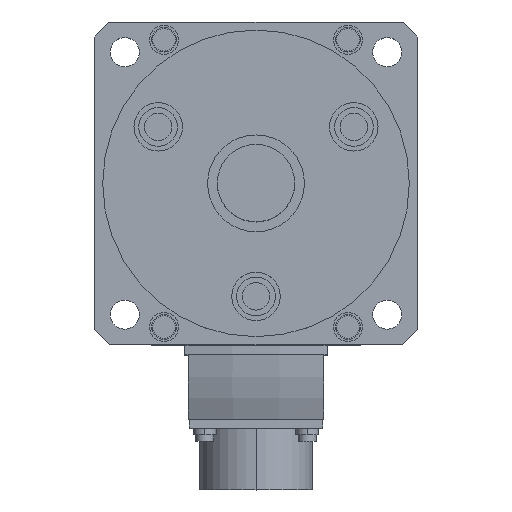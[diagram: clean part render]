
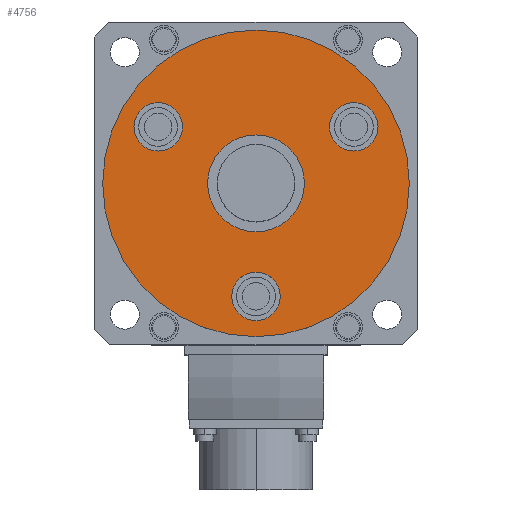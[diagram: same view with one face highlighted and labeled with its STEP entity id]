
A CAD part, top view. The second image highlights one B-rep face of the part: STEP entity #4756.
In plain terms, the highlighted planar face has unit normal (0, 0, 1).
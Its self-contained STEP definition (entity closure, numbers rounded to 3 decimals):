
#1=CARTESIAN_POINT('',(-30.311,17.5,3.));
#2=DIRECTION('',(0.,0.,1.));
#3=DIRECTION('',(0.5,0.866,0.));
#4=AXIS2_PLACEMENT_3D('',#1,#2,#3);
#6=CARTESIAN_POINT('',(-30.311,17.5,3.));
#7=DIRECTION('',(0.,0.,1.));
#8=DIRECTION('',(-0.5,-0.866,0.));
#9=AXIS2_PLACEMENT_3D('',#6,#7,#8);
#11=CARTESIAN_POINT('',(30.311,17.5,3.));
#12=DIRECTION('',(0.,0.,1.));
#13=DIRECTION('',(0.5,-0.866,0.));
#14=AXIS2_PLACEMENT_3D('',#11,#12,#13);
#16=CARTESIAN_POINT('',(30.311,17.5,3.));
#17=DIRECTION('',(0.,0.,1.));
#18=DIRECTION('',(-0.5,0.866,0.));
#19=AXIS2_PLACEMENT_3D('',#16,#17,#18);
#21=CARTESIAN_POINT('',(0.,-35.,3.));
#22=DIRECTION('',(0.,0.,1.));
#23=DIRECTION('',(-1.,0.,0.));
#24=AXIS2_PLACEMENT_3D('',#21,#22,#23);
#26=CARTESIAN_POINT('',(0.,-35.,3.));
#27=DIRECTION('',(0.,0.,1.));
#28=DIRECTION('',(1.,0.,0.));
#29=AXIS2_PLACEMENT_3D('',#26,#27,#28);
#31=CARTESIAN_POINT('',(0.,0.,3.));
#32=DIRECTION('',(0.,0.,-1.));
#33=DIRECTION('',(1.,0.,0.));
#34=AXIS2_PLACEMENT_3D('',#31,#32,#33);
#36=CARTESIAN_POINT('',(0.,0.,3.));
#37=DIRECTION('',(0.,0.,-1.));
#38=DIRECTION('',(-1.,0.,0.));
#39=AXIS2_PLACEMENT_3D('',#36,#37,#38);
#41=CARTESIAN_POINT('',(0.,0.,3.));
#42=DIRECTION('',(0.,0.,1.));
#43=DIRECTION('',(0.,-1.,0.));
#44=AXIS2_PLACEMENT_3D('',#41,#42,#43);
#46=CARTESIAN_POINT('',(0.,0.,3.));
#47=DIRECTION('',(0.,0.,1.));
#48=DIRECTION('',(0.,1.,0.));
#49=AXIS2_PLACEMENT_3D('',#46,#47,#48);
#3645=CARTESIAN_POINT('',(47.5,0.,3.));
#3646=CARTESIAN_POINT('',(-47.5,0.,3.));
#3647=VERTEX_POINT('',#3645);
#3648=VERTEX_POINT('',#3646);
#3785=CARTESIAN_POINT('',(-7.5,-35.,3.));
#3786=CARTESIAN_POINT('',(7.5,-35.,3.));
#3787=VERTEX_POINT('',#3785);
#3788=VERTEX_POINT('',#3786);
#3789=CARTESIAN_POINT('',(34.061,11.005,3.));
#3790=CARTESIAN_POINT('',(26.561,23.995,3.));
#3791=VERTEX_POINT('',#3789);
#3792=VERTEX_POINT('',#3790);
#3793=CARTESIAN_POINT('',(-26.561,23.995,3.));
#3794=CARTESIAN_POINT('',(-34.061,11.005,3.));
#3795=VERTEX_POINT('',#3793);
#3796=VERTEX_POINT('',#3794);
#4593=CARTESIAN_POINT('',(0.,-15.,3.));
#4594=CARTESIAN_POINT('',(0.,15.,3.));
#4595=VERTEX_POINT('',#4593);
#4596=VERTEX_POINT('',#4594);
#4721=CARTESIAN_POINT('',(0.,0.,3.));
#4722=DIRECTION('',(0.,0.,1.));
#4723=DIRECTION('',(-1.,0.,0.));
#4724=AXIS2_PLACEMENT_3D('',#4721,#4722,#4723);
#4725=PLANE('',#4724);
#4727=ORIENTED_EDGE('',*,*,#4726,.T.);
#4729=ORIENTED_EDGE('',*,*,#4728,.T.);
#4730=EDGE_LOOP('',(#4727,#4729));
#4731=FACE_OUTER_BOUND('',#4730,.F.);
#4733=ORIENTED_EDGE('',*,*,#4732,.T.);
#4735=ORIENTED_EDGE('',*,*,#4734,.T.);
#4736=EDGE_LOOP('',(#4733,#4735));
#4737=FACE_BOUND('',#4736,.F.);
#4739=ORIENTED_EDGE('',*,*,#4738,.T.);
#4741=ORIENTED_EDGE('',*,*,#4740,.T.);
#4742=EDGE_LOOP('',(#4739,#4741));
#4743=FACE_BOUND('',#4742,.F.);
#4745=ORIENTED_EDGE('',*,*,#4744,.T.);
#4747=ORIENTED_EDGE('',*,*,#4746,.T.);
#4748=EDGE_LOOP('',(#4745,#4747));
#4749=FACE_BOUND('',#4748,.F.);
#4751=ORIENTED_EDGE('',*,*,#4750,.T.);
#4753=ORIENTED_EDGE('',*,*,#4752,.T.);
#4754=EDGE_LOOP('',(#4751,#4753));
#4755=FACE_BOUND('',#4754,.F.);
#4756=ADVANCED_FACE('',(#4731,#4737,#4743,#4749,#4755),#4725,.T.);
#5=CIRCLE('',#4,7.5);
#10=CIRCLE('',#9,7.5);
#15=CIRCLE('',#14,7.5);
#20=CIRCLE('',#19,7.5);
#25=CIRCLE('',#24,7.5);
#30=CIRCLE('',#29,7.5);
#35=CIRCLE('',#34,47.5);
#40=CIRCLE('',#39,47.5);
#45=CIRCLE('',#44,15.);
#50=CIRCLE('',#49,15.);
#4726=EDGE_CURVE('',#3647,#3648,#35,.T.);
#4728=EDGE_CURVE('',#3648,#3647,#40,.T.);
#4732=EDGE_CURVE('',#3795,#3796,#5,.T.);
#4734=EDGE_CURVE('',#3796,#3795,#10,.T.);
#4738=EDGE_CURVE('',#3791,#3792,#15,.T.);
#4740=EDGE_CURVE('',#3792,#3791,#20,.T.);
#4744=EDGE_CURVE('',#3787,#3788,#25,.T.);
#4746=EDGE_CURVE('',#3788,#3787,#30,.T.);
#4750=EDGE_CURVE('',#4595,#4596,#45,.T.);
#4752=EDGE_CURVE('',#4596,#4595,#50,.T.);
